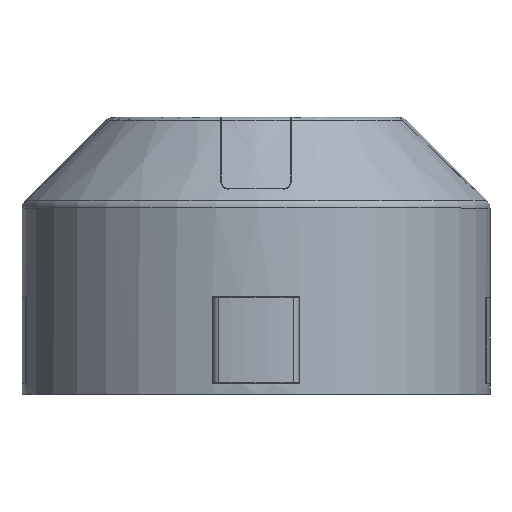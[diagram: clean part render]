
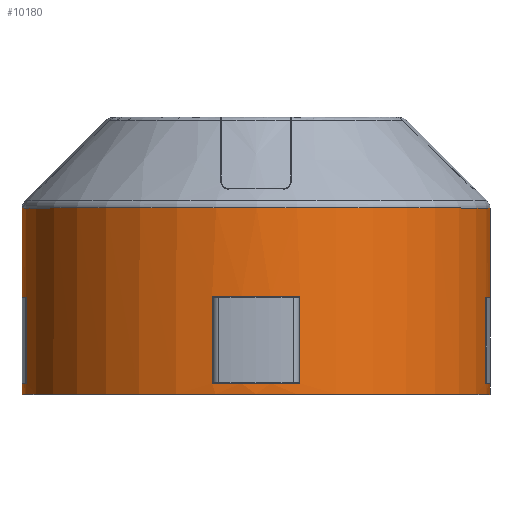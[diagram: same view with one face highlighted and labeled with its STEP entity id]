
A CAD part, top view. The second image highlights one B-rep face of the part: STEP entity #10180.
In plain terms, the highlighted cylindrical face has radius 32.5 mm (diameter 65 mm), a partial arc.
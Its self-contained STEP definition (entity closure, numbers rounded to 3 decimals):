
#2208=DIRECTION('',(0.,-1.,0.));
#2209=VECTOR('',#2208,12.379);
#2210=CARTESIAN_POINT('',(-32.5,25.879,0.));
#2211=LINE('',#2210,#2209);
#2216=DIRECTION('',(0.,-1.,0.));
#2217=VECTOR('',#2216,1.5);
#2218=CARTESIAN_POINT('',(-32.5,1.5,0.));
#2219=LINE('',#2218,#2217);
#2232=DIRECTION('',(0.,-1.,0.));
#2233=VECTOR('',#2232,12.379);
#2234=CARTESIAN_POINT('',(32.5,25.879,0.));
#2235=LINE('',#2234,#2233);
#2236=DIRECTION('',(0.,-1.,0.));
#2237=VECTOR('',#2236,12.);
#2238=CARTESIAN_POINT('',(31.922,13.5,6.1));
#2239=LINE('',#2238,#2237);
#2240=DIRECTION('',(0.,-1.,0.));
#2241=VECTOR('',#2240,1.5);
#2242=CARTESIAN_POINT('',(32.5,1.5,0.));
#2243=LINE('',#2242,#2241);
#2244=DIRECTION('',(0.,1.,0.));
#2245=VECTOR('',#2244,12.);
#2246=CARTESIAN_POINT('',(-31.922,1.5,6.1));
#2247=LINE('',#2246,#2245);
#2248=DIRECTION('',(0.,-1.,0.));
#2249=VECTOR('',#2248,12.);
#2250=CARTESIAN_POINT('',(-6.1,13.5,31.922));
#2251=LINE('',#2250,#2249);
#2252=DIRECTION('',(0.,1.,0.));
#2253=VECTOR('',#2252,12.);
#2254=CARTESIAN_POINT('',(6.1,1.5,31.922));
#2255=LINE('',#2254,#2253);
#2256=CARTESIAN_POINT('',(0.,25.879,0.));
#2257=DIRECTION('',(0.,-1.,0.));
#2258=DIRECTION('',(1.,0.,0.));
#2259=AXIS2_PLACEMENT_3D('',#2256,#2257,#2258);
#2261=CARTESIAN_POINT('',(0.,25.879,0.));
#2262=DIRECTION('',(0.,-1.,0.));
#2263=DIRECTION('',(-1.,0.,0.005));
#2264=AXIS2_PLACEMENT_3D('',#2261,#2262,#2263);
#2312=CARTESIAN_POINT('',(0.,13.5,0.));
#2313=DIRECTION('',(0.,1.,0.));
#2314=DIRECTION('',(0.982,0.,0.188));
#2315=AXIS2_PLACEMENT_3D('',#2312,#2313,#2314);
#2365=CARTESIAN_POINT('',(0.,1.5,0.));
#2366=DIRECTION('',(0.,-1.,0.));
#2367=DIRECTION('',(1.,0.,0.));
#2368=AXIS2_PLACEMENT_3D('',#2365,#2366,#2367);
#2453=CARTESIAN_POINT('',(0.,0.,0.));
#2454=DIRECTION('',(0.,1.,0.));
#2455=DIRECTION('',(-1.,0.,0.));
#2456=AXIS2_PLACEMENT_3D('',#2453,#2454,#2455);
#4723=CARTESIAN_POINT('',(0.,1.5,0.));
#4724=DIRECTION('',(0.,-1.,0.));
#4725=DIRECTION('',(-0.982,0.,0.188));
#4726=AXIS2_PLACEMENT_3D('',#4723,#4724,#4725);
#4784=CARTESIAN_POINT('',(0.,13.5,0.));
#4785=DIRECTION('',(0.,1.,0.));
#4786=DIRECTION('',(-1.,0.,0.));
#4787=AXIS2_PLACEMENT_3D('',#4784,#4785,#4786);
#4966=CARTESIAN_POINT('',(0.,1.5,0.));
#4967=DIRECTION('',(0.,-1.,0.));
#4968=DIRECTION('',(0.188,0.,0.982));
#4969=AXIS2_PLACEMENT_3D('',#4966,#4967,#4968);
#5060=CARTESIAN_POINT('',(0.,13.5,0.));
#5061=DIRECTION('',(0.,1.,0.));
#5062=DIRECTION('',(-0.188,0.,0.982));
#5063=AXIS2_PLACEMENT_3D('',#5060,#5061,#5062);
#6039=CARTESIAN_POINT('',(32.5,0.,0.));
#6040=CARTESIAN_POINT('',(-32.5,0.,0.));
#6041=VERTEX_POINT('',#6039);
#6042=VERTEX_POINT('',#6040);
#6077=CARTESIAN_POINT('',(-32.5,25.879,0.));
#6079=VERTEX_POINT('',#6077);
#6081=CARTESIAN_POINT('',(32.5,25.879,0.));
#6082=VERTEX_POINT('',#6081);
#6083=CARTESIAN_POINT('',(-32.5,13.5,0.));
#6084=VERTEX_POINT('',#6083);
#6089=CARTESIAN_POINT('',(-32.5,1.5,0.));
#6090=VERTEX_POINT('',#6089);
#6091=CARTESIAN_POINT('',(32.5,1.5,0.));
#6092=VERTEX_POINT('',#6091);
#6097=CARTESIAN_POINT('',(32.5,13.5,0.));
#6098=VERTEX_POINT('',#6097);
#6383=CARTESIAN_POINT('',(-32.5,25.879,
0.167));
#6384=VERTEX_POINT('',#6383);
#6385=CARTESIAN_POINT('',(31.922,13.5,6.1));
#6386=VERTEX_POINT('',#6385);
#6387=CARTESIAN_POINT('',(31.922,1.5,6.1));
#6388=VERTEX_POINT('',#6387);
#6389=CARTESIAN_POINT('',(-31.922,1.5,6.1));
#6390=VERTEX_POINT('',#6389);
#6391=CARTESIAN_POINT('',(-31.922,13.5,6.1));
#6392=VERTEX_POINT('',#6391);
#6393=CARTESIAN_POINT('',(-6.1,13.5,31.922));
#6394=CARTESIAN_POINT('',(-6.1,1.5,31.922));
#6395=VERTEX_POINT('',#6393);
#6396=VERTEX_POINT('',#6394);
#6397=CARTESIAN_POINT('',(6.1,1.5,31.922));
#6398=VERTEX_POINT('',#6397);
#6399=CARTESIAN_POINT('',(6.1,13.5,31.922));
#6400=VERTEX_POINT('',#6399);
#10141=CARTESIAN_POINT('',(0.,40.425,0.));
#10142=DIRECTION('',(0.,-1.,0.));
#10143=DIRECTION('',(-1.,0.,0.));
#10144=AXIS2_PLACEMENT_3D('',#10141,#10142,#10143);
#10145=CYLINDRICAL_SURFACE('',#10144,32.5);
#10147=ORIENTED_EDGE('',*,*,#10146,.F.);
#10149=ORIENTED_EDGE('',*,*,#10148,.F.);
#10150=ORIENTED_EDGE('',*,*,#10119,.T.);
#10152=ORIENTED_EDGE('',*,*,#10151,.F.);
#10154=ORIENTED_EDGE('',*,*,#10153,.T.);
#10156=ORIENTED_EDGE('',*,*,#10155,.F.);
#10157=ORIENTED_EDGE('',*,*,#10111,.T.);
#10159=ORIENTED_EDGE('',*,*,#10158,.F.);
#10160=ORIENTED_EDGE('',*,*,#10107,.F.);
#10162=ORIENTED_EDGE('',*,*,#10161,.F.);
#10164=ORIENTED_EDGE('',*,*,#10163,.T.);
#10166=ORIENTED_EDGE('',*,*,#10165,.F.);
#10167=ORIENTED_EDGE('',*,*,#10099,.F.);
#10168=EDGE_LOOP('',(#10147,#10149,#10150,#10152,#10154,#10156,#10157,#10159,
#10160,#10162,#10164,#10166,#10167));
#10169=FACE_OUTER_BOUND('',#10168,.F.);
#10171=ORIENTED_EDGE('',*,*,#10170,.T.);
#10173=ORIENTED_EDGE('',*,*,#10172,.F.);
#10175=ORIENTED_EDGE('',*,*,#10174,.T.);
#10177=ORIENTED_EDGE('',*,*,#10176,.F.);
#10178=EDGE_LOOP('',(#10171,#10173,#10175,#10177));
#10179=FACE_BOUND('',#10178,.F.);
#10180=ADVANCED_FACE('',(#10169,#10179),#10145,.T.);
#2260=CIRCLE('',#2259,32.5);
#2265=CIRCLE('',#2264,32.5);
#2316=CIRCLE('',#2315,32.5);
#2369=CIRCLE('',#2368,32.5);
#2457=CIRCLE('',#2456,32.5);
#4727=CIRCLE('',#4726,32.5);
#4788=CIRCLE('',#4787,32.5);
#4970=CIRCLE('',#4969,32.5);
#5064=CIRCLE('',#5063,32.5);
#10099=EDGE_CURVE('',#6079,#6084,#2211,.T.);
#10107=EDGE_CURVE('',#6090,#6042,#2219,.T.);
#10111=EDGE_CURVE('',#6092,#6041,#2243,.T.);
#10119=EDGE_CURVE('',#6082,#6098,#2235,.T.);
#10146=EDGE_CURVE('',#6384,#6079,#2265,.T.);
#10148=EDGE_CURVE('',#6082,#6384,#2260,.T.);
#10151=EDGE_CURVE('',#6386,#6098,#2316,.T.);
#10153=EDGE_CURVE('',#6386,#6388,#2239,.T.);
#10155=EDGE_CURVE('',#6092,#6388,#2369,.T.);
#10158=EDGE_CURVE('',#6042,#6041,#2457,.T.);
#10161=EDGE_CURVE('',#6390,#6090,#4727,.T.);
#10163=EDGE_CURVE('',#6390,#6392,#2247,.T.);
#10165=EDGE_CURVE('',#6084,#6392,#4788,.T.);
#10170=EDGE_CURVE('',#6395,#6396,#2251,.T.);
#10172=EDGE_CURVE('',#6398,#6396,#4970,.T.);
#10174=EDGE_CURVE('',#6398,#6400,#2255,.T.);
#10176=EDGE_CURVE('',#6395,#6400,#5064,.T.);
